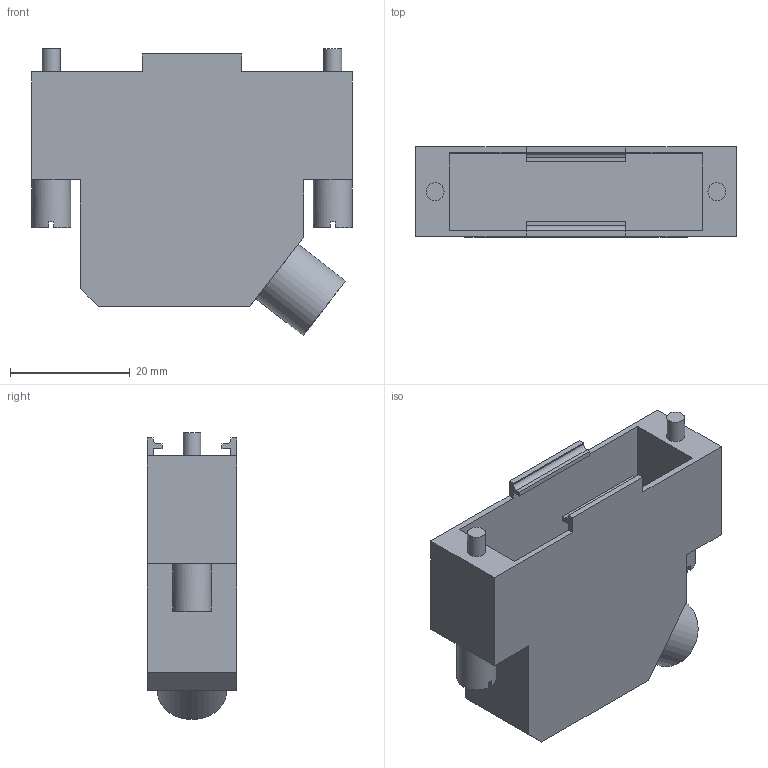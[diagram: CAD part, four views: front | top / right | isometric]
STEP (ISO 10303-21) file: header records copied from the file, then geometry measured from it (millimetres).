
FILE_DESCRIPTION(/* description */ (''),/* implementation_level */ '2;1');
FILE_NAME(/* name */ '100101703ugm000_a.stp',/* time_stamp */ '2014-03-18T14:25:29+01:00',/* author */ (''),/* organization */ (''),/* preprocessor_version */ 'ST-DEVELOPER v15',/* originating_system */ 'SIEMENS PLM Software NX 8.5',/* authorisation */ '');
FILE_SCHEMA (('AUTOMOTIVE_DESIGN { 1 0 10303 214 3 1 1 1 }'));
Length unit declared in the file: millimetre
Products named in the file (1): 100101703ugm000_a
Bounding box: 53.52 x 15 x 47.86 mm (x, y, z)
Volume: 18387.8 mm3; surface area: 8908.1 mm2
Topology: 1 solids, 1 shells, 52 faces, 150 edges, 155 vertices
Faces by surface type: plane 45, cylinder 7
Full cylindrical faces by diameter (mm): 3 x2, 6.5 x2, 11.5 x1
Entity records: 2056 total; most frequent: CARTESIAN_POINT 327, DIRECTION 275, ORIENTED_EDGE 262, EDGE_CURVE 131, LINE 125, VECTOR 125, VERTEX_POINT 90, AXIS2_PLACEMENT_3D 75
